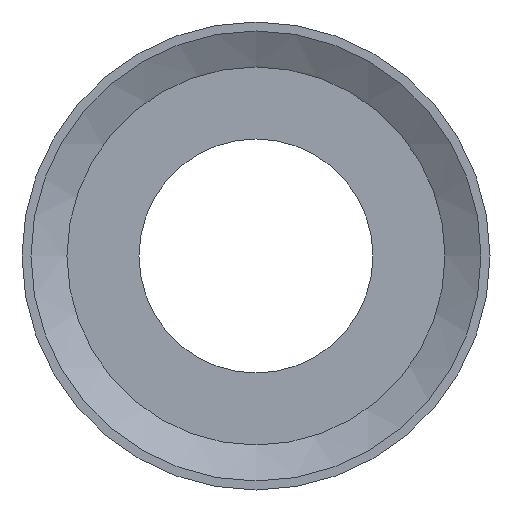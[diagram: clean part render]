
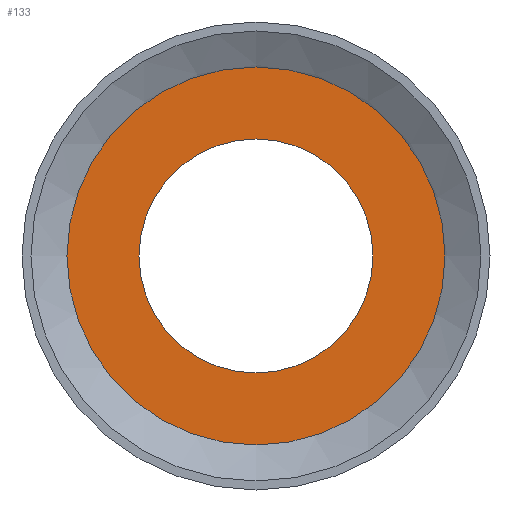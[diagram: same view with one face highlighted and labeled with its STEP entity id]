
A CAD part, front view. The second image highlights one B-rep face of the part: STEP entity #133.
In plain terms, the highlighted planar face has unit normal (0, -1, 0).
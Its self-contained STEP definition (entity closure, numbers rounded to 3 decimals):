
#133=ADVANCED_FACE('',(#207,#208),#146,.T.);
#146=PLANE('',#408);
#207=FACE_BOUND('',#241,.T.);
#208=FACE_BOUND('',#242,.T.);
#241=EDGE_LOOP('',(#303));
#242=EDGE_LOOP('',(#304));
#303=ORIENTED_EDGE('',*,*,#362,.F.);
#304=ORIENTED_EDGE('',*,*,#361,.T.);
#330=VERTEX_POINT('',#567);
#331=VERTEX_POINT('',#570);
#361=EDGE_CURVE('',#330,#330,#374,.T.);
#362=EDGE_CURVE('',#331,#331,#375,.T.);
#374=CIRCLE('',#405,21.);
#375=CIRCLE('',#407,13.);
#405=AXIS2_PLACEMENT_3D('',#566,#486,#487);
#407=AXIS2_PLACEMENT_3D('',#569,#490,#491);
#408=AXIS2_PLACEMENT_3D('',#571,#492,#493);
#486=DIRECTION('',(0.,-1.,0.));
#487=DIRECTION('',(1.,0.,0.));
#490=DIRECTION('',(0.,-1.,0.));
#491=DIRECTION('',(-1.,0.,0.));
#492=DIRECTION('',(0.,-1.,0.));
#493=DIRECTION('',(-1.,0.,0.));
#566=CARTESIAN_POINT('',(0.,0.,0.));
#567=CARTESIAN_POINT('',(21.,0.,0.));
#569=CARTESIAN_POINT('',(0.,0.,0.));
#570=CARTESIAN_POINT('',(-13.,0.,0.));
#571=CARTESIAN_POINT('',(0.,0.,0.));
